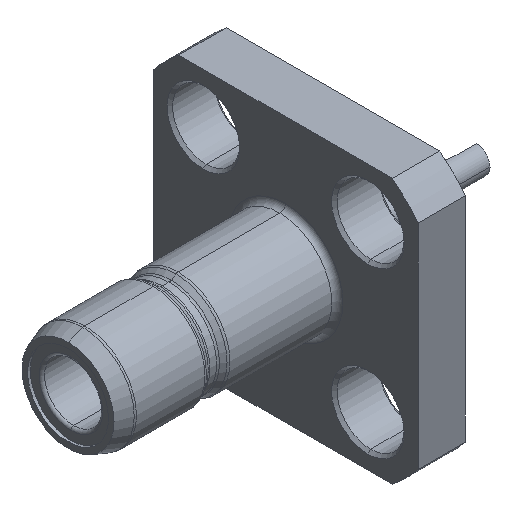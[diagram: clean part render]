
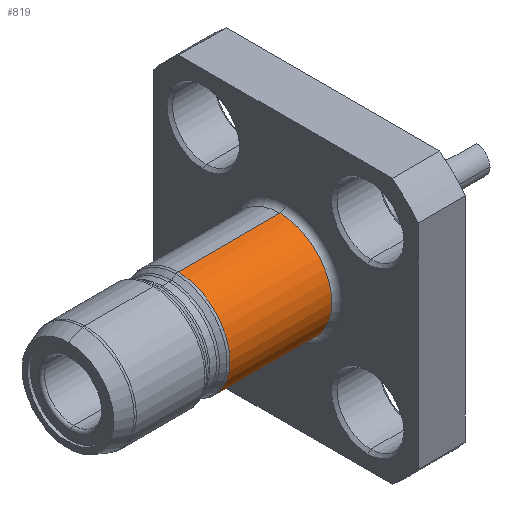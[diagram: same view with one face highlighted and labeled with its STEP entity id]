
A CAD part, isometric view. The second image highlights one B-rep face of the part: STEP entity #819.
In plain terms, the highlighted cylindrical face has radius 1.855 mm (diameter 3.71 mm), a partial arc.
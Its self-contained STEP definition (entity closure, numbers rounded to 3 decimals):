
#173 = VERTEX_POINT ( 'NONE', #3793 ) ;
#247 = CYLINDRICAL_SURFACE ( 'NONE', #1674, 1.855 ) ;
#438 = CARTESIAN_POINT ( 'NONE',  ( 7.6, 0., 1.855 ) ) ;
#482 = DIRECTION ( 'NONE',  ( 0., 0., -1. ) ) ;
#499 = DIRECTION ( 'NONE',  ( 1., 0., 0. ) ) ;
#515 = CARTESIAN_POINT ( 'NONE',  ( 3.948, 0., 0. ) ) ;
#544 = ORIENTED_EDGE ( 'NONE', *, *, #2920, .F. ) ;
#590 = VERTEX_POINT ( 'NONE', #2001 ) ;
#606 = ORIENTED_EDGE ( 'NONE', *, *, #1575, .T. ) ;
#721 = CARTESIAN_POINT ( 'NONE',  ( -1.03, 0., -1.855 ) ) ;
#794 = LINE ( 'NONE', #2223, #3023 ) ;
#800 = CARTESIAN_POINT ( 'NONE',  ( -1.03, 0., 0. ) ) ;
#819 = ADVANCED_FACE ( 'NONE', ( #2595 ), #247, .T. ) ;
#973 = CIRCLE ( 'NONE', #1179, 1.855 ) ;
#1179 = AXIS2_PLACEMENT_3D ( 'NONE', #1302, #2834, #2885 ) ;
#1302 = CARTESIAN_POINT ( 'NONE',  ( 7.6, 0., 0. ) ) ;
#1575 = EDGE_CURVE ( 'NONE', #3483, #1811, #794, .T. ) ;
#1656 = EDGE_LOOP ( 'NONE', ( #544, #2087, #606, #2424 ) ) ;
#1674 = AXIS2_PLACEMENT_3D ( 'NONE', #800, #2546, #2528 ) ;
#1793 = EDGE_CURVE ( 'NONE', #173, #3483, #973, .T. ) ;
#1811 = VERTEX_POINT ( 'NONE', #3292 ) ;
#2001 = CARTESIAN_POINT ( 'NONE',  ( 3.948, 0., -1.855 ) ) ;
#2067 = EDGE_CURVE ( 'NONE', #1811, #590, #2473, .T. ) ;
#2079 = LINE ( 'NONE', #721, #2784 ) ;
#2087 = ORIENTED_EDGE ( 'NONE', *, *, #1793, .T. ) ;
#2223 = CARTESIAN_POINT ( 'NONE',  ( -1.03, 0., 1.855 ) ) ;
#2424 = ORIENTED_EDGE ( 'NONE', *, *, #2067, .T. ) ;
#2473 = CIRCLE ( 'NONE', #3091, 1.855 ) ;
#2528 = DIRECTION ( 'NONE',  ( 0., 0., 1. ) ) ;
#2546 = DIRECTION ( 'NONE',  ( -1., 0., 0. ) ) ;
#2595 = FACE_OUTER_BOUND ( 'NONE', #1656, .T. ) ;
#2784 = VECTOR ( 'NONE', #3133, 1000. ) ;
#2834 = DIRECTION ( 'NONE',  ( -1., 0., 0. ) ) ;
#2885 = DIRECTION ( 'NONE',  ( 0., 0., -1. ) ) ;
#2920 = EDGE_CURVE ( 'NONE', #173, #590, #2079, .T. ) ;
#2968 = DIRECTION ( 'NONE',  ( -1., 0., 0. ) ) ;
#3023 = VECTOR ( 'NONE', #2968, 1000. ) ;
#3091 = AXIS2_PLACEMENT_3D ( 'NONE', #515, #499, #482 ) ;
#3133 = DIRECTION ( 'NONE',  ( -1., 0., 0. ) ) ;
#3292 = CARTESIAN_POINT ( 'NONE',  ( 3.948, 0., 1.855 ) ) ;
#3483 = VERTEX_POINT ( 'NONE', #438 ) ;
#3793 = CARTESIAN_POINT ( 'NONE',  ( 7.6, 0., -1.855 ) ) ;
